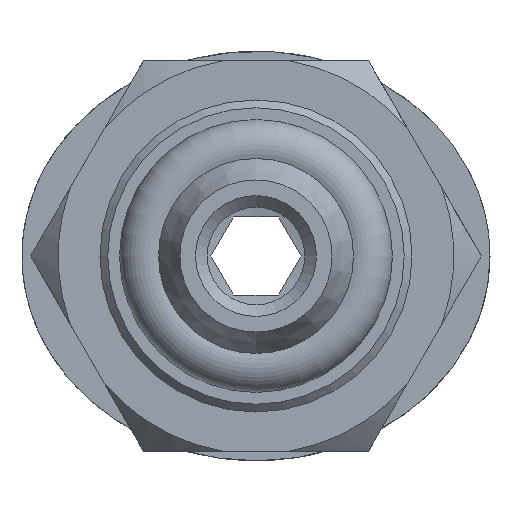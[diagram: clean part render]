
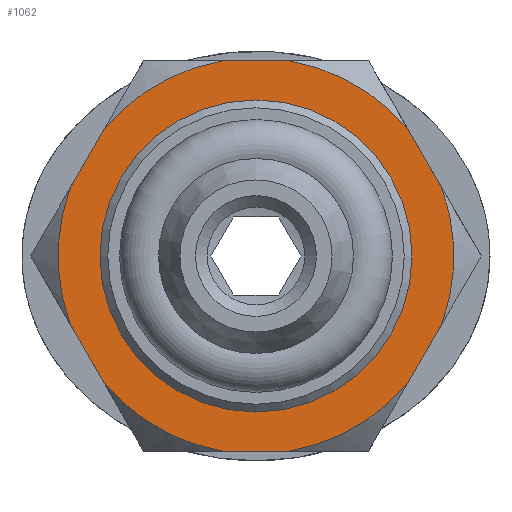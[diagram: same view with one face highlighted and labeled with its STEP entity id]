
A CAD part, front view. The second image highlights one B-rep face of the part: STEP entity #1062.
In plain terms, the highlighted planar face has unit normal (0, -1, 0).
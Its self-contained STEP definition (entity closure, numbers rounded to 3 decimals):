
#9 = EDGE_CURVE ( 'NONE', #56, #1031, #2040, .T. ) ;
#21 = DIRECTION ( 'NONE',  ( 0., 1., 0. ) ) ;
#35 = CARTESIAN_POINT ( 'NONE',  ( -3.9, -1.3, -3.245 ) ) ;
#55 = VERTEX_POINT ( 'NONE', #2019 ) ;
#56 = VERTEX_POINT ( 'NONE', #104 ) ;
#75 = DIRECTION ( 'NONE',  ( -0.5, 0., -0.866 ) ) ;
#83 = CARTESIAN_POINT ( 'NONE',  ( 0., -1.3, 0. ) ) ;
#104 = CARTESIAN_POINT ( 'NONE',  ( -0.86, -1.3, -5. ) ) ;
#112 = CARTESIAN_POINT ( 'NONE',  ( -3.9, -1.3, 3.245 ) ) ;
#155 = VERTEX_POINT ( 'NONE', #1887 ) ;
#192 = FACE_BOUND ( 'NONE', #1629, .T. ) ;
#219 = DIRECTION ( 'NONE',  ( 0., 0., 1. ) ) ;
#260 = VERTEX_POINT ( 'NONE', #832 ) ;
#287 = CIRCLE ( 'NONE', #1619, 4. ) ;
#289 = ORIENTED_EDGE ( 'NONE', *, *, #1512, .T. ) ;
#305 = CIRCLE ( 'NONE', #1381, 5.074 ) ;
#335 = EDGE_CURVE ( 'NONE', #55, #1031, #1793, .T. ) ;
#336 = AXIS2_PLACEMENT_3D ( 'NONE', #965, #1905, #812 ) ;
#337 = VECTOR ( 'NONE', #1938, 1000. ) ;
#349 = ORIENTED_EDGE ( 'NONE', *, *, #1666, .F. ) ;
#350 = CARTESIAN_POINT ( 'NONE',  ( 0., -1.3, 0. ) ) ;
#360 = ORIENTED_EDGE ( 'NONE', *, *, #1052, .F. ) ;
#373 = CIRCLE ( 'NONE', #739, 5.074 ) ;
#395 = LINE ( 'NONE', #1337, #577 ) ;
#396 = DIRECTION ( 'NONE',  ( 1., 0., 0. ) ) ;
#411 = DIRECTION ( 'NONE',  ( 0., 1., 0. ) ) ;
#414 = EDGE_CURVE ( 'NONE', #55, #1551, #305, .T. ) ;
#445 = ORIENTED_EDGE ( 'NONE', *, *, #1526, .T. ) ;
#453 = VERTEX_POINT ( 'NONE', #2006 ) ;
#463 = ORIENTED_EDGE ( 'NONE', *, *, #1165, .F. ) ;
#489 = CARTESIAN_POINT ( 'NONE',  ( 0., -1.3, 0. ) ) ;
#497 = VECTOR ( 'NONE', #396, 1000. ) ;
#507 = CARTESIAN_POINT ( 'NONE',  ( -5.599, -1.3, -0.303 ) ) ;
#519 = DIRECTION ( 'NONE',  ( 0.5, 0., -0.866 ) ) ;
#541 = CARTESIAN_POINT ( 'NONE',  ( 0., -1.3, 0. ) ) ;
#558 = LINE ( 'NONE', #1825, #497 ) ;
#577 = VECTOR ( 'NONE', #1360, 1000. ) ;
#593 = DIRECTION ( 'NONE',  ( 0., 1., 0. ) ) ;
#606 = AXIS2_PLACEMENT_3D ( 'NONE', #489, #1309, #975 ) ;
#620 = DIRECTION ( 'NONE',  ( 0.5, 0., 0.866 ) ) ;
#639 = CARTESIAN_POINT ( 'NONE',  ( 0., -1.3, 0. ) ) ;
#739 = AXIS2_PLACEMENT_3D ( 'NONE', #83, #593, #1395 ) ;
#789 = VERTEX_POINT ( 'NONE', #2015 ) ;
#812 = DIRECTION ( 'NONE',  ( 0., 0., -1. ) ) ;
#827 = DIRECTION ( 'NONE',  ( 0., 0., 1. ) ) ;
#832 = CARTESIAN_POINT ( 'NONE',  ( 0.86, -1.3, 5. ) ) ;
#833 = PLANE ( 'NONE',  #336 ) ;
#850 = LINE ( 'NONE', #1179, #1307 ) ;
#852 = ORIENTED_EDGE ( 'NONE', *, *, #1444, .T. ) ;
#872 = CARTESIAN_POINT ( 'NONE',  ( 4.76, -1.3, 1.755 ) ) ;
#873 = VERTEX_POINT ( 'NONE', #1113 ) ;
#887 = AXIS2_PLACEMENT_3D ( 'NONE', #350, #992, #827 ) ;
#904 = CARTESIAN_POINT ( 'NONE',  ( 0.86, -1.3, -5. ) ) ;
#914 = CARTESIAN_POINT ( 'NONE',  ( -4.76, -1.3, 1.755 ) ) ;
#965 = CARTESIAN_POINT ( 'NONE',  ( -5.074, -1.3, 0. ) ) ;
#975 = DIRECTION ( 'NONE',  ( 0., 0., 1. ) ) ;
#992 = DIRECTION ( 'NONE',  ( 0., 1., 0. ) ) ;
#1003 = EDGE_CURVE ( 'NONE', #1484, #1484, #287, .T. ) ;
#1019 = VECTOR ( 'NONE', #519, 1000. ) ;
#1031 = VERTEX_POINT ( 'NONE', #35 ) ;
#1052 = EDGE_CURVE ( 'NONE', #1216, #453, #1929, .T. ) ;
#1056 = DIRECTION ( 'NONE',  ( 0., 1., 0. ) ) ;
#1062 = ADVANCED_FACE ( 'NONE', ( #192, #1162 ), #833, .T. ) ;
#1068 = EDGE_CURVE ( 'NONE', #873, #1660, #1767, .T. ) ;
#1085 = ORIENTED_EDGE ( 'NONE', *, *, #1786, .T. ) ;
#1096 = DIRECTION ( 'NONE',  ( 0., 0., 1. ) ) ;
#1099 = ORIENTED_EDGE ( 'NONE', *, *, #1003, .T. ) ;
#1113 = CARTESIAN_POINT ( 'NONE',  ( 3.9, -1.3, -3.245 ) ) ;
#1135 = ORIENTED_EDGE ( 'NONE', *, *, #9, .F. ) ;
#1162 = FACE_OUTER_BOUND ( 'NONE', #1339, .T. ) ;
#1165 = EDGE_CURVE ( 'NONE', #1641, #155, #1734, .T. ) ;
#1179 = CARTESIAN_POINT ( 'NONE',  ( -5.599, -1.3, 0.303 ) ) ;
#1210 = DIRECTION ( 'NONE',  ( 0., 0., 1. ) ) ;
#1216 = VERTEX_POINT ( 'NONE', #872 ) ;
#1234 = DIRECTION ( 'NONE',  ( 0., 1., 0. ) ) ;
#1275 = DIRECTION ( 'NONE',  ( 0., 0., 1. ) ) ;
#1307 = VECTOR ( 'NONE', #75, 1000. ) ;
#1309 = DIRECTION ( 'NONE',  ( 0., 1., 0. ) ) ;
#1315 = CARTESIAN_POINT ( 'NONE',  ( -5.074, -1.3, 5. ) ) ;
#1337 = CARTESIAN_POINT ( 'NONE',  ( 3.062, -1.3, 4.697 ) ) ;
#1339 = EDGE_LOOP ( 'NONE', ( #360, #445, #349, #852, #463, #289, #1886, #1344, #1135, #1443, #1356, #1085 ) ) ;
#1344 = ORIENTED_EDGE ( 'NONE', *, *, #335, .T. ) ;
#1346 = CARTESIAN_POINT ( 'NONE',  ( 0., -1.3, 4. ) ) ;
#1356 = ORIENTED_EDGE ( 'NONE', *, *, #1068, .F. ) ;
#1360 = DIRECTION ( 'NONE',  ( -0.5, 0., 0.866 ) ) ;
#1381 = AXIS2_PLACEMENT_3D ( 'NONE', #1668, #1056, #1210 ) ;
#1394 = VECTOR ( 'NONE', #620, 1000. ) ;
#1395 = DIRECTION ( 'NONE',  ( 0., 0., 1. ) ) ;
#1443 = ORIENTED_EDGE ( 'NONE', *, *, #1960, .T. ) ;
#1444 = EDGE_CURVE ( 'NONE', #260, #155, #1663, .T. ) ;
#1484 = VERTEX_POINT ( 'NONE', #1346 ) ;
#1505 = AXIS2_PLACEMENT_3D ( 'NONE', #639, #21, #1275 ) ;
#1512 = EDGE_CURVE ( 'NONE', #1641, #1551, #850, .T. ) ;
#1526 = EDGE_CURVE ( 'NONE', #1216, #789, #395, .T. ) ;
#1551 = VERTEX_POINT ( 'NONE', #914 ) ;
#1564 = AXIS2_PLACEMENT_3D ( 'NONE', #541, #411, #219 ) ;
#1619 = AXIS2_PLACEMENT_3D ( 'NONE', #1857, #1234, #1096 ) ;
#1629 = EDGE_LOOP ( 'NONE', ( #1099 ) ) ;
#1641 = VERTEX_POINT ( 'NONE', #112 ) ;
#1660 = VERTEX_POINT ( 'NONE', #904 ) ;
#1663 = LINE ( 'NONE', #1315, #337 ) ;
#1666 = EDGE_CURVE ( 'NONE', #260, #789, #373, .T. ) ;
#1668 = CARTESIAN_POINT ( 'NONE',  ( 0., -1.3, 0. ) ) ;
#1734 = CIRCLE ( 'NONE', #1564, 5.074 ) ;
#1767 = CIRCLE ( 'NONE', #606, 5.074 ) ;
#1786 = EDGE_CURVE ( 'NONE', #873, #453, #1884, .T. ) ;
#1793 = LINE ( 'NONE', #507, #1019 ) ;
#1825 = CARTESIAN_POINT ( 'NONE',  ( -5.074, -1.3, -5. ) ) ;
#1857 = CARTESIAN_POINT ( 'NONE',  ( 0., -1.3, 0. ) ) ;
#1884 = LINE ( 'NONE', #2036, #1394 ) ;
#1886 = ORIENTED_EDGE ( 'NONE', *, *, #414, .F. ) ;
#1887 = CARTESIAN_POINT ( 'NONE',  ( -0.86, -1.3, 5. ) ) ;
#1905 = DIRECTION ( 'NONE',  ( 0., -1., 0. ) ) ;
#1929 = CIRCLE ( 'NONE', #1505, 5.074 ) ;
#1938 = DIRECTION ( 'NONE',  ( -1., 0., 0. ) ) ;
#1960 = EDGE_CURVE ( 'NONE', #56, #1660, #558, .T. ) ;
#2006 = CARTESIAN_POINT ( 'NONE',  ( 4.76, -1.3, -1.755 ) ) ;
#2015 = CARTESIAN_POINT ( 'NONE',  ( 3.9, -1.3, 3.245 ) ) ;
#2019 = CARTESIAN_POINT ( 'NONE',  ( -4.76, -1.3, -1.755 ) ) ;
#2036 = CARTESIAN_POINT ( 'NONE',  ( 3.062, -1.3, -4.697 ) ) ;
#2040 = CIRCLE ( 'NONE', #887, 5.074 ) ;
